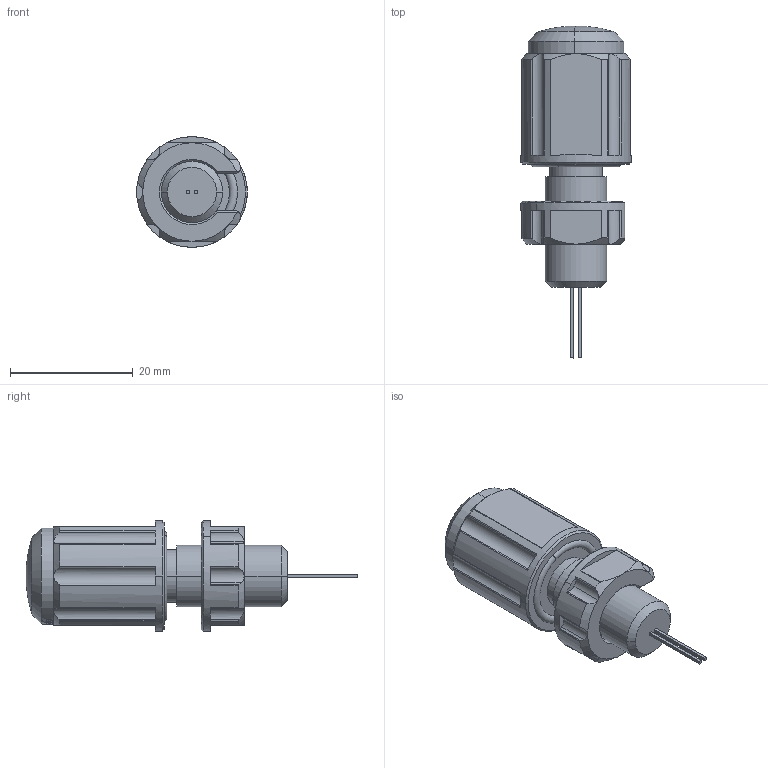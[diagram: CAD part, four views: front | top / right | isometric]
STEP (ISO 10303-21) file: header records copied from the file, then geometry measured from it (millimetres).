
FILE_DESCRIPTION (( 'STEP AP203' ), '1' );
FILE_NAME ('硌尨腑俋夤.STEP', '2023-11-13T06:21:24', ( '' ), ( '' ), 'SwSTEP 2.0', 'SolidWorks 2022', '' );
FILE_SCHEMA (( 'CONFIG_CONTROL_DESIGN' ));
Length unit declared in the file: millimetre
Products named in the file (1): 硌尨腑俋夤
Bounding box: 18 x 54.01 x 18 mm (x, y, z)
Volume: 7315.5 mm3; surface area: 3226 mm2
Topology: 2 solids, 2 shells, 221 faces, 578 edges, 370 vertices
Faces by surface type: cylinder 79, plane 64, cone 38, bspline 36, torus 4
Entity records: 7851 total; most frequent: CARTESIAN_POINT 2694, ORIENTED_EDGE 1152, DIRECTION 944, EDGE_CURVE 576, AXIS2_PLACEMENT_3D 394, VERTEX_POINT 370, EDGE_LOOP 232, FACE_OUTER_BOUND 221
